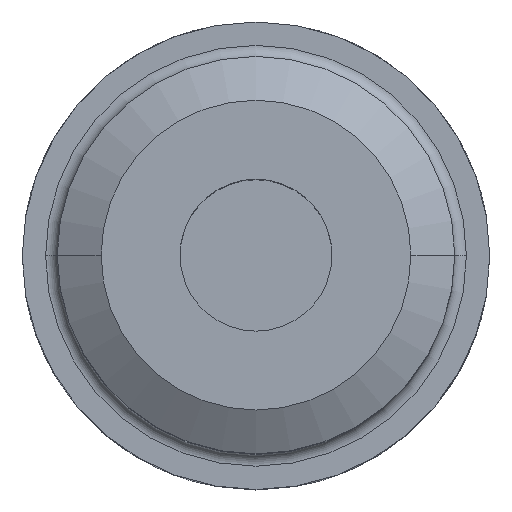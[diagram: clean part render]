
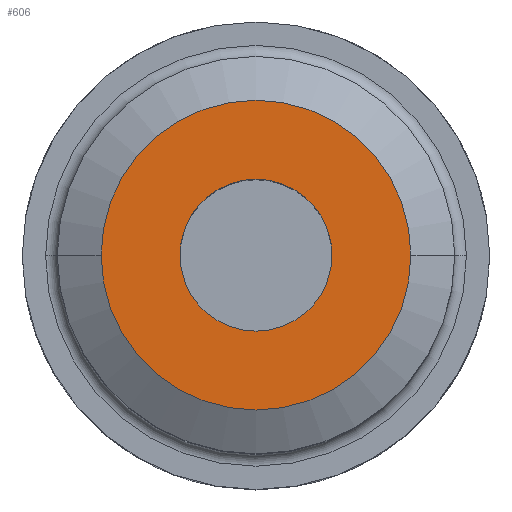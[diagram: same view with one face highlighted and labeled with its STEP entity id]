
A CAD part, top view. The second image highlights one B-rep face of the part: STEP entity #606.
In plain terms, the highlighted planar face has unit normal (0, 0, 1).
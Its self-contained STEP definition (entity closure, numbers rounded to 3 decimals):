
#192 = EDGE_CURVE ( 'NONE', #3816, #434, #2811, .T. ) ;
#382 = DIRECTION ( 'NONE',  ( 0., 0., 1. ) ) ;
#434 = VERTEX_POINT ( 'NONE', #2038 ) ;
#446 = FACE_OUTER_BOUND ( 'NONE', #1003, .T. ) ;
#531 = DIRECTION ( 'NONE',  ( 0., 0., -1. ) ) ;
#606 = ADVANCED_FACE ( 'NONE', ( #4354, #446 ), #3678, .T. ) ;
#730 = ORIENTED_EDGE ( 'NONE', *, *, #2071, .T. ) ;
#738 = DIRECTION ( 'NONE',  ( 0., 0., -1. ) ) ;
#829 = CARTESIAN_POINT ( 'NONE',  ( -13.25, 0., 52. ) ) ;
#1003 = EDGE_LOOP ( 'NONE', ( #2207, #3069 ) ) ;
#1113 = CARTESIAN_POINT ( 'NONE',  ( 0., 0., 52. ) ) ;
#1285 = DIRECTION ( 'NONE',  ( 0., 0., -1. ) ) ;
#1357 = AXIS2_PLACEMENT_3D ( 'NONE', #3240, #1472, #3621 ) ;
#1472 = DIRECTION ( 'NONE',  ( 0., 0., -1. ) ) ;
#1505 = CIRCLE ( 'NONE', #1915, 13.25 ) ;
#1733 = VERTEX_POINT ( 'NONE', #3936 ) ;
#1876 = CARTESIAN_POINT ( 'NONE',  ( 0., 13.25, 52. ) ) ;
#1915 = AXIS2_PLACEMENT_3D ( 'NONE', #3468, #1285, #3853 ) ;
#2038 = CARTESIAN_POINT ( 'NONE',  ( 13.25, 0., 52. ) ) ;
#2071 = EDGE_CURVE ( 'NONE', #1733, #4535, #2183, .T. ) ;
#2183 = CIRCLE ( 'NONE', #3415, 6.5 ) ;
#2207 = ORIENTED_EDGE ( 'NONE', *, *, #192, .F. ) ;
#2562 = EDGE_CURVE ( 'NONE', #434, #3816, #1505, .T. ) ;
#2617 = DIRECTION ( 'NONE',  ( 1., 0., 0. ) ) ;
#2724 = CARTESIAN_POINT ( 'NONE',  ( 0., 0., 52. ) ) ;
#2811 = CIRCLE ( 'NONE', #1357, 13.25 ) ;
#2874 = AXIS2_PLACEMENT_3D ( 'NONE', #1876, #382, #2617 ) ;
#3069 = ORIENTED_EDGE ( 'NONE', *, *, #2562, .F. ) ;
#3086 = DIRECTION ( 'NONE',  ( -1., 0., 0. ) ) ;
#3104 = AXIS2_PLACEMENT_3D ( 'NONE', #2724, #531, #3086 ) ;
#3240 = CARTESIAN_POINT ( 'NONE',  ( 0., 0., 52. ) ) ;
#3415 = AXIS2_PLACEMENT_3D ( 'NONE', #1113, #738, #4376 ) ;
#3439 = EDGE_LOOP ( 'NONE', ( #3645, #730 ) ) ;
#3468 = CARTESIAN_POINT ( 'NONE',  ( 0., 0., 52. ) ) ;
#3558 = CIRCLE ( 'NONE', #3104, 6.5 ) ;
#3621 = DIRECTION ( 'NONE',  ( -1., 0., 0. ) ) ;
#3645 = ORIENTED_EDGE ( 'NONE', *, *, #4029, .T. ) ;
#3678 = PLANE ( 'NONE',  #2874 ) ;
#3816 = VERTEX_POINT ( 'NONE', #829 ) ;
#3853 = DIRECTION ( 'NONE',  ( -1., 0., 0. ) ) ;
#3936 = CARTESIAN_POINT ( 'NONE',  ( 6.5, 0., 52. ) ) ;
#4029 = EDGE_CURVE ( 'NONE', #4535, #1733, #3558, .T. ) ;
#4354 = FACE_BOUND ( 'NONE', #3439, .T. ) ;
#4376 = DIRECTION ( 'NONE',  ( -1., 0., 0. ) ) ;
#4535 = VERTEX_POINT ( 'NONE', #4645 ) ;
#4645 = CARTESIAN_POINT ( 'NONE',  ( -6.5, 0., 52. ) ) ;
